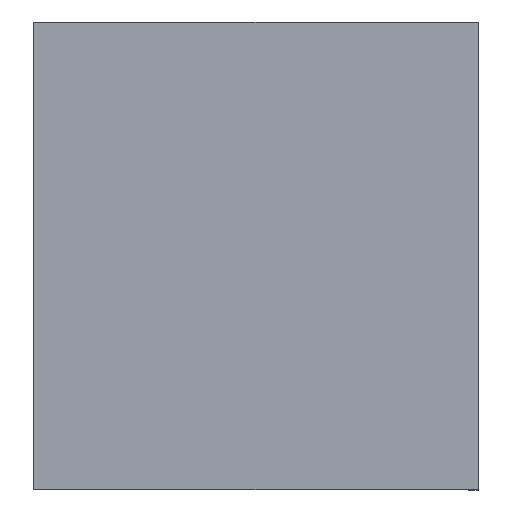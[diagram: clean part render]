
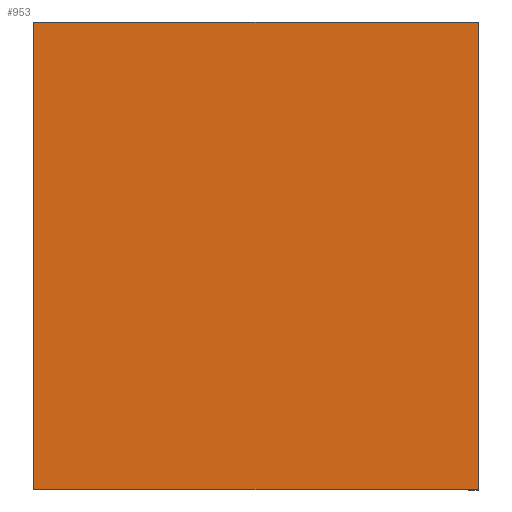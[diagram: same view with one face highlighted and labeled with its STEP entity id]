
A CAD part, top view. The second image highlights one B-rep face of the part: STEP entity #953.
In plain terms, the highlighted planar face has unit normal (0, 0, 1).
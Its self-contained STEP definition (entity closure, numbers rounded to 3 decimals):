
#372 = VERTEX_POINT ( 'NONE', #1471 ) ;
#534 = CARTESIAN_POINT ( 'NONE',  ( -115., 121., 5. ) ) ;
#608 = LINE ( 'NONE', #1964, #1629 ) ;
#706 = AXIS2_PLACEMENT_3D ( 'NONE', #1917, #2119, #1019 ) ;
#723 = DIRECTION ( 'NONE',  ( 0., 1., 0. ) ) ;
#738 = VERTEX_POINT ( 'NONE', #534 ) ;
#822 = FACE_OUTER_BOUND ( 'NONE', #1048, .T. ) ;
#831 = ORIENTED_EDGE ( 'NONE', *, *, #2752, .T. ) ;
#953 = ADVANCED_FACE ( 'NONE', ( #822 ), #2837, .F. ) ;
#973 = EDGE_CURVE ( 'NONE', #738, #372, #608, .T. ) ;
#1019 = DIRECTION ( 'NONE',  ( -1., 0., 0. ) ) ;
#1048 = EDGE_LOOP ( 'NONE', ( #2755, #831, #2351, #1052 ) ) ;
#1052 = ORIENTED_EDGE ( 'NONE', *, *, #1130, .T. ) ;
#1130 = EDGE_CURVE ( 'NONE', #372, #2201, #1929, .T. ) ;
#1250 = DIRECTION ( 'NONE',  ( 0., -1., 0. ) ) ;
#1254 = VERTEX_POINT ( 'NONE', #1372 ) ;
#1372 = CARTESIAN_POINT ( 'NONE',  ( 115., 121., 5. ) ) ;
#1471 = CARTESIAN_POINT ( 'NONE',  ( -115., -121., 5. ) ) ;
#1475 = EDGE_CURVE ( 'NONE', #2201, #1254, #2699, .T. ) ;
#1564 = LINE ( 'NONE', #2493, #1907 ) ;
#1627 = CARTESIAN_POINT ( 'NONE',  ( 115., -121., 5. ) ) ;
#1629 = VECTOR ( 'NONE', #1250, 1000. ) ;
#1721 = VECTOR ( 'NONE', #2378, 1000. ) ;
#1895 = CARTESIAN_POINT ( 'NONE',  ( -115., -121., 5. ) ) ;
#1907 = VECTOR ( 'NONE', #2271, 1000. ) ;
#1917 = CARTESIAN_POINT ( 'NONE',  ( 0., 0., 5. ) ) ;
#1929 = LINE ( 'NONE', #1895, #1721 ) ;
#1964 = CARTESIAN_POINT ( 'NONE',  ( -115., -121., 5. ) ) ;
#2119 = DIRECTION ( 'NONE',  ( 0., 0., -1. ) ) ;
#2201 = VERTEX_POINT ( 'NONE', #2331 ) ;
#2271 = DIRECTION ( 'NONE',  ( -1., 0., 0. ) ) ;
#2331 = CARTESIAN_POINT ( 'NONE',  ( 115., -121., 5. ) ) ;
#2351 = ORIENTED_EDGE ( 'NONE', *, *, #973, .T. ) ;
#2378 = DIRECTION ( 'NONE',  ( 1., 0., 0. ) ) ;
#2493 = CARTESIAN_POINT ( 'NONE',  ( -115., 121., 5. ) ) ;
#2693 = VECTOR ( 'NONE', #723, 1000. ) ;
#2699 = LINE ( 'NONE', #1627, #2693 ) ;
#2752 = EDGE_CURVE ( 'NONE', #1254, #738, #1564, .T. ) ;
#2755 = ORIENTED_EDGE ( 'NONE', *, *, #1475, .T. ) ;
#2837 = PLANE ( 'NONE',  #706 ) ;
